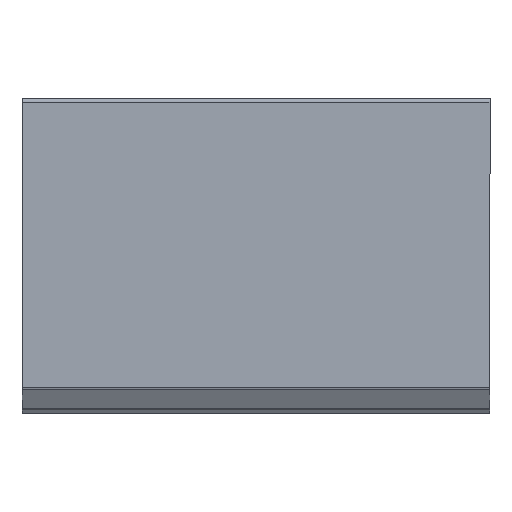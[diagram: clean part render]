
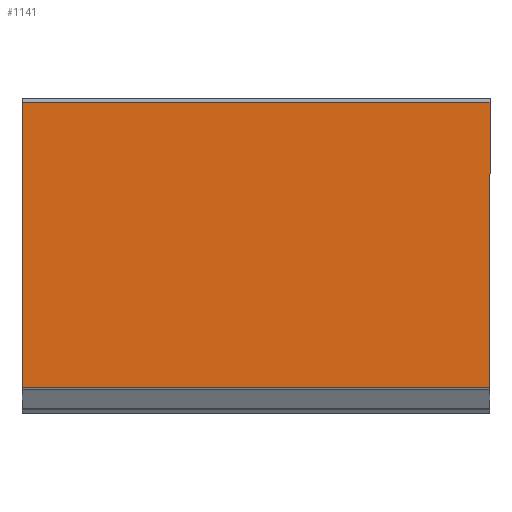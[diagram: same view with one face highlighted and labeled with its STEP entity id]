
A CAD part, top view. The second image highlights one B-rep face of the part: STEP entity #1141.
In plain terms, the highlighted planar face has unit normal (0, 0, 1).
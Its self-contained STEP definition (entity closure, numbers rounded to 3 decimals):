
#193 = ORIENTED_EDGE ( 'NONE', *, *, #715, .T. ) ;
#234 = DIRECTION ( 'NONE',  ( 1., 0., 0. ) ) ;
#414 = VERTEX_POINT ( 'NONE', #481 ) ;
#481 = CARTESIAN_POINT ( 'NONE',  ( 203., 123.225, 1.2 ) ) ;
#522 = ORIENTED_EDGE ( 'NONE', *, *, #3284, .T. ) ;
#715 = EDGE_CURVE ( 'NONE', #2533, #414, #2698, .T. ) ;
#921 = AXIS2_PLACEMENT_3D ( 'NONE', #5618, #3786, #1121 ) ;
#1019 = CARTESIAN_POINT ( 'NONE',  ( -203., -125.1, 1.2 ) ) ;
#1105 = CARTESIAN_POINT ( 'NONE',  ( 203., -125.1, 1.2 ) ) ;
#1121 = DIRECTION ( 'NONE',  ( -1., 0., 0. ) ) ;
#1138 = CARTESIAN_POINT ( 'NONE',  ( 203., 123.225, 1.2 ) ) ;
#1141 = ADVANCED_FACE ( 'NONE', ( #4290 ), #4698, .F. ) ;
#1304 = LINE ( 'NONE', #1138, #3540 ) ;
#1316 = EDGE_LOOP ( 'NONE', ( #2468, #3383, #522, #193 ) ) ;
#1506 = VECTOR ( 'NONE', #4705, 1000. ) ;
#1507 = DIRECTION ( 'NONE',  ( 0., -1., 0. ) ) ;
#2240 = VERTEX_POINT ( 'NONE', #5692 ) ;
#2468 = ORIENTED_EDGE ( 'NONE', *, *, #4990, .T. ) ;
#2518 = LINE ( 'NONE', #1019, #5584 ) ;
#2533 = VERTEX_POINT ( 'NONE', #3337 ) ;
#2698 = LINE ( 'NONE', #1105, #1506 ) ;
#3235 = EDGE_CURVE ( 'NONE', #2240, #4174, #2518, .T. ) ;
#3284 = EDGE_CURVE ( 'NONE', #4174, #2533, #3850, .T. ) ;
#3337 = CARTESIAN_POINT ( 'NONE',  ( 203., -124.598, 1.2 ) ) ;
#3383 = ORIENTED_EDGE ( 'NONE', *, *, #3235, .T. ) ;
#3540 = VECTOR ( 'NONE', #5198, 1000. ) ;
#3786 = DIRECTION ( 'NONE',  ( 0., 0., -1. ) ) ;
#3850 = LINE ( 'NONE', #5547, #5221 ) ;
#4174 = VERTEX_POINT ( 'NONE', #4461 ) ;
#4290 = FACE_OUTER_BOUND ( 'NONE', #1316, .T. ) ;
#4461 = CARTESIAN_POINT ( 'NONE',  ( -203., -124.598, 1.2 ) ) ;
#4698 = PLANE ( 'NONE',  #921 ) ;
#4705 = DIRECTION ( 'NONE',  ( 0., 1., 0. ) ) ;
#4990 = EDGE_CURVE ( 'NONE', #414, #2240, #1304, .T. ) ;
#5198 = DIRECTION ( 'NONE',  ( -1., 0., 0. ) ) ;
#5221 = VECTOR ( 'NONE', #234, 1000. ) ;
#5547 = CARTESIAN_POINT ( 'NONE',  ( -203., -124.598, 1.2 ) ) ;
#5584 = VECTOR ( 'NONE', #1507, 1000. ) ;
#5618 = CARTESIAN_POINT ( 'NONE',  ( 203., 125.1, 1.2 ) ) ;
#5692 = CARTESIAN_POINT ( 'NONE',  ( -203., 123.225, 1.2 ) ) ;
